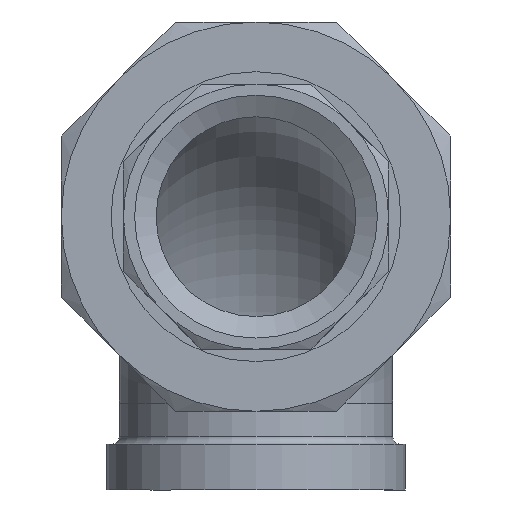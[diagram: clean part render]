
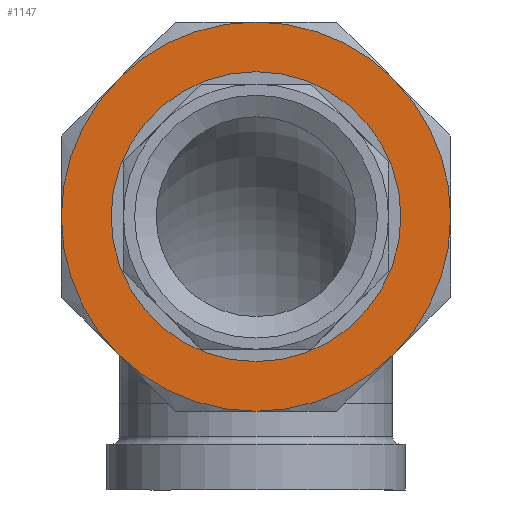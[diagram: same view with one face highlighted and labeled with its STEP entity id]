
A CAD part, left-side view. The second image highlights one B-rep face of the part: STEP entity #1147.
In plain terms, the highlighted planar face has unit normal (-1, 0, 0).
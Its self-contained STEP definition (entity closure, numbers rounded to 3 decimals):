
#50=FACE_BOUND('',#297,.T.);
#167=PLANE('',#1322);
#216=FACE_OUTER_BOUND('',#296,.T.);
#296=EDGE_LOOP('',(#876,#877,#878,#879,#880,#881,#882,#883));
#297=EDGE_LOOP('',(#884));
#363=CIRCLE('',#1284,23.5);
#364=CIRCLE('',#1286,23.5);
#365=CIRCLE('',#1288,23.5);
#366=CIRCLE('',#1290,23.5);
#367=CIRCLE('',#1292,23.5);
#368=CIRCLE('',#1294,23.5);
#369=CIRCLE('',#1296,23.5);
#370=CIRCLE('',#1298,23.5);
#379=CIRCLE('',#1317,17.5);
#493=VERTEX_POINT('',#1859);
#494=VERTEX_POINT('',#1863);
#496=VERTEX_POINT('',#1870);
#498=VERTEX_POINT('',#1880);
#500=VERTEX_POINT('',#1893);
#502=VERTEX_POINT('',#1903);
#504=VERTEX_POINT('',#1913);
#506=VERTEX_POINT('',#1923);
#515=VERTEX_POINT('',#1969);
#606=EDGE_CURVE('',#493,#494,#363,.T.);
#609=EDGE_CURVE('',#496,#493,#364,.T.);
#612=EDGE_CURVE('',#498,#496,#365,.T.);
#614=EDGE_CURVE('',#500,#498,#366,.T.);
#617=EDGE_CURVE('',#502,#500,#367,.T.);
#620=EDGE_CURVE('',#504,#502,#368,.T.);
#623=EDGE_CURVE('',#506,#504,#369,.T.);
#626=EDGE_CURVE('',#494,#506,#370,.T.);
#643=EDGE_CURVE('',#515,#515,#379,.T.);
#876=ORIENTED_EDGE('',*,*,#626,.T.);
#877=ORIENTED_EDGE('',*,*,#623,.T.);
#878=ORIENTED_EDGE('',*,*,#620,.T.);
#879=ORIENTED_EDGE('',*,*,#617,.T.);
#880=ORIENTED_EDGE('',*,*,#614,.T.);
#881=ORIENTED_EDGE('',*,*,#612,.T.);
#882=ORIENTED_EDGE('',*,*,#609,.T.);
#883=ORIENTED_EDGE('',*,*,#606,.T.);
#884=ORIENTED_EDGE('',*,*,#643,.T.);
#1147=ADVANCED_FACE('',(#216,#50),#167,.T.);
#1284=AXIS2_PLACEMENT_3D('',#1867,#1459,#1460);
#1286=AXIS2_PLACEMENT_3D('',#1877,#1463,#1464);
#1288=AXIS2_PLACEMENT_3D('',#1887,#1467,#1468);
#1290=AXIS2_PLACEMENT_3D('',#1894,#1471,#1472);
#1292=AXIS2_PLACEMENT_3D('',#1904,#1475,#1476);
#1294=AXIS2_PLACEMENT_3D('',#1914,#1479,#1480);
#1296=AXIS2_PLACEMENT_3D('',#1924,#1483,#1484);
#1298=AXIS2_PLACEMENT_3D('',#1933,#1487,#1488);
#1317=AXIS2_PLACEMENT_3D('',#1970,#1532,#1533);
#1322=AXIS2_PLACEMENT_3D('',#1979,#1546,#1547);
#1459=DIRECTION('center_axis',(-1.,0.,0.));
#1460=DIRECTION('ref_axis',(0.,1.,0.));
#1463=DIRECTION('center_axis',(-1.,0.,0.));
#1464=DIRECTION('ref_axis',(0.,1.,0.));
#1467=DIRECTION('center_axis',(-1.,0.,0.));
#1468=DIRECTION('ref_axis',(0.,1.,0.));
#1471=DIRECTION('center_axis',(-1.,0.,0.));
#1472=DIRECTION('ref_axis',(0.,1.,0.));
#1475=DIRECTION('center_axis',(-1.,0.,0.));
#1476=DIRECTION('ref_axis',(0.,1.,0.));
#1479=DIRECTION('center_axis',(-1.,0.,0.));
#1480=DIRECTION('ref_axis',(0.,1.,0.));
#1483=DIRECTION('center_axis',(-1.,0.,0.));
#1484=DIRECTION('ref_axis',(0.,1.,0.));
#1487=DIRECTION('center_axis',(-1.,0.,0.));
#1488=DIRECTION('ref_axis',(0.,1.,0.));
#1532=DIRECTION('center_axis',(1.,0.,0.));
#1533=DIRECTION('ref_axis',(0.,0.,1.));
#1546=DIRECTION('center_axis',(-1.,0.,0.));
#1547=DIRECTION('ref_axis',(0.,0.,1.));
#1859=CARTESIAN_POINT('',(-18.7,16.617,16.617));
#1863=CARTESIAN_POINT('',(-18.7,23.5,0.));
#1867=CARTESIAN_POINT('Origin',(-18.7,0.,0.));
#1870=CARTESIAN_POINT('',(-18.7,0.,23.5));
#1877=CARTESIAN_POINT('Origin',(-18.7,0.,0.));
#1880=CARTESIAN_POINT('',(-18.7,-16.617,16.617));
#1887=CARTESIAN_POINT('Origin',(-18.7,0.,0.));
#1893=CARTESIAN_POINT('',(-18.7,-23.5,0.));
#1894=CARTESIAN_POINT('Origin',(-18.7,0.,0.));
#1903=CARTESIAN_POINT('',(-18.7,-16.617,-16.617));
#1904=CARTESIAN_POINT('Origin',(-18.7,0.,0.));
#1913=CARTESIAN_POINT('',(-18.7,0.,-23.5));
#1914=CARTESIAN_POINT('Origin',(-18.7,0.,0.));
#1923=CARTESIAN_POINT('',(-18.7,16.617,-16.617));
#1924=CARTESIAN_POINT('Origin',(-18.7,0.,0.));
#1933=CARTESIAN_POINT('Origin',(-18.7,0.,0.));
#1969=CARTESIAN_POINT('',(-18.7,0.,-17.5));
#1970=CARTESIAN_POINT('Origin',(-18.7,0.,0.));
#1979=CARTESIAN_POINT('Origin',(-18.7,0.,0.));
